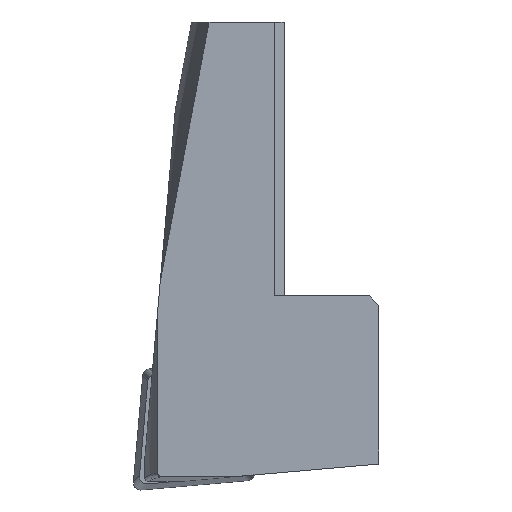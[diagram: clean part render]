
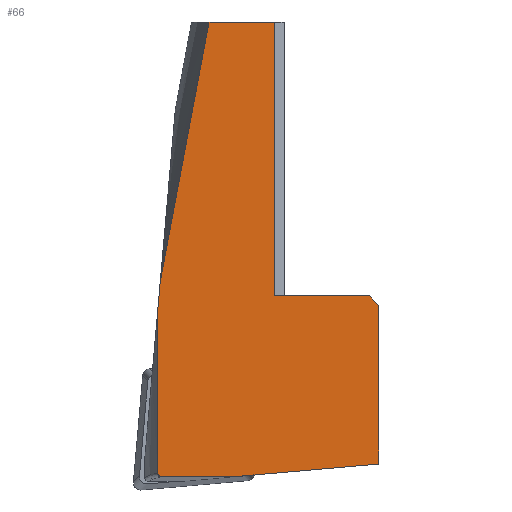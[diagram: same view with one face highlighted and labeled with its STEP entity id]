
A CAD part, front view. The second image highlights one B-rep face of the part: STEP entity #66.
In plain terms, the highlighted planar face has unit normal (0, -1, 0).
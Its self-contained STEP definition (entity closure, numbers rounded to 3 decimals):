
#66=ADVANCED_FACE('',(#123),#98,.F.);
#98=PLANE('',#671);
#123=FACE_OUTER_BOUND('',#155,.T.);
#155=EDGE_LOOP('',(#206,#207,#208,#209,#210,#211,#212,#213,#214,#215,#216));
#187=B_SPLINE_CURVE_WITH_KNOTS('',3,(#937,#938,#939,#940,#941,#942,#943,
#944),.UNSPECIFIED.,.F.,.F.,(4,1,1,1,1,4),(0.,0.2,0.4,0.6,0.8,1.),
 .UNSPECIFIED.);
#188=B_SPLINE_CURVE_WITH_KNOTS('',3,(#950,#951,#952,#953,#954,#955,#956,
#957,#958,#959,#960,#961,#962,#963,#964,#965,#966,#967,#968),
 .UNSPECIFIED.,.F.,.F.,(4,1,1,1,1,1,1,1,1,1,1,1,1,1,1,1,4),(0.,0.063,0.125,
0.188,0.25,0.313,0.375,0.438,0.5,0.563,0.625,0.688,0.75,0.813,0.875,
0.938,1.),.UNSPECIFIED.);
#206=ORIENTED_EDGE('',*,*,#435,.T.);
#207=ORIENTED_EDGE('',*,*,#436,.F.);
#208=ORIENTED_EDGE('',*,*,#437,.F.);
#209=ORIENTED_EDGE('',*,*,#438,.F.);
#210=ORIENTED_EDGE('',*,*,#439,.T.);
#211=ORIENTED_EDGE('',*,*,#440,.F.);
#212=ORIENTED_EDGE('',*,*,#441,.F.);
#213=ORIENTED_EDGE('',*,*,#426,.F.);
#214=ORIENTED_EDGE('',*,*,#442,.T.);
#215=ORIENTED_EDGE('',*,*,#443,.T.);
#216=ORIENTED_EDGE('',*,*,#444,.T.);
#368=VERTEX_POINT('',#872);
#369=VERTEX_POINT('',#874);
#376=VERTEX_POINT('',#931);
#377=VERTEX_POINT('',#932);
#378=VERTEX_POINT('',#934);
#379=VERTEX_POINT('',#936);
#380=VERTEX_POINT('',#945);
#381=VERTEX_POINT('',#947);
#382=VERTEX_POINT('',#949);
#383=VERTEX_POINT('',#970);
#384=VERTEX_POINT('',#972);
#426=EDGE_CURVE('',#368,#369,#512,.T.);
#435=EDGE_CURVE('',#376,#377,#519,.T.);
#436=EDGE_CURVE('',#378,#377,#520,.T.);
#437=EDGE_CURVE('',#379,#378,#521,.T.);
#438=EDGE_CURVE('',#380,#379,#187,.T.);
#439=EDGE_CURVE('',#380,#381,#522,.T.);
#440=EDGE_CURVE('',#382,#381,#523,.T.);
#441=EDGE_CURVE('',#369,#382,#188,.T.);
#442=EDGE_CURVE('',#368,#383,#524,.T.);
#443=EDGE_CURVE('',#383,#384,#525,.T.);
#444=EDGE_CURVE('',#384,#376,#526,.T.);
#512=LINE('',#873,#578);
#519=LINE('',#930,#585);
#520=LINE('',#933,#586);
#521=LINE('',#935,#587);
#522=LINE('',#946,#588);
#523=LINE('',#948,#589);
#524=LINE('',#969,#590);
#525=LINE('',#971,#591);
#526=LINE('',#973,#592);
#578=VECTOR('',#719,1.);
#585=VECTOR('',#730,1.);
#586=VECTOR('',#731,1.);
#587=VECTOR('',#732,1.);
#588=VECTOR('',#733,1.);
#589=VECTOR('',#734,1.);
#590=VECTOR('',#735,1.);
#591=VECTOR('',#736,1.);
#592=VECTOR('',#737,1.);
#671=AXIS2_PLACEMENT_3D('',#974,#738,#739);
#719=DIRECTION('',(-1.,0.,0.));
#730=DIRECTION('',(-1.,0.,0.));
#731=DIRECTION('',(0.,0.,-1.));
#732=DIRECTION('',(1.,0.,0.));
#733=DIRECTION('',(-0.087,0.,-0.996));
#734=DIRECTION('',(0.,0.,1.));
#735=DIRECTION('',(0.996,0.,0.087));
#736=DIRECTION('',(0.,0.,1.));
#737=DIRECTION('',(-0.707,0.,0.707));
#738=DIRECTION('',(0.,1.,0.));
#739=DIRECTION('',(0.,0.,1.));
#872=CARTESIAN_POINT('',(-2.5,-5.,-9.563));
#873=CARTESIAN_POINT('',(-2.5,-5.,-9.563));
#874=CARTESIAN_POINT('',(-6.494,-5.,-9.563));
#930=CARTESIAN_POINT('',(4.5,-5.,0.));
#931=CARTESIAN_POINT('',(4.5,-5.,0.));
#932=CARTESIAN_POINT('',(-0.5,-5.,0.));
#933=CARTESIAN_POINT('',(-0.5,-5.,14.5));
#934=CARTESIAN_POINT('',(-0.5,-5.,14.5));
#935=CARTESIAN_POINT('',(-3.979,-5.,14.5));
#936=CARTESIAN_POINT('',(-3.979,-5.,14.5));
#937=CARTESIAN_POINT('',(-6.56,-5.,0.749));
#938=CARTESIAN_POINT('',(-6.365,-5.,1.796));
#939=CARTESIAN_POINT('',(-5.985,-5.,3.836));
#940=CARTESIAN_POINT('',(-5.445,-5.,6.727));
#941=CARTESIAN_POINT('',(-4.931,-5.,9.465));
#942=CARTESIAN_POINT('',(-4.442,-5.,12.059));
#943=CARTESIAN_POINT('',(-4.131,-5.,13.702));
#944=CARTESIAN_POINT('',(-3.979,-5.,14.5));
#945=CARTESIAN_POINT('',(-6.56,-5.,0.749));
#946=CARTESIAN_POINT('',(-6.56,-5.,0.749));
#947=CARTESIAN_POINT('',(-6.699,-5.,-0.841));
#948=CARTESIAN_POINT('',(-6.699,-5.,-9.367));
#949=CARTESIAN_POINT('',(-6.699,-5.,-9.367));
#950=CARTESIAN_POINT('',(-6.494,-5.,-9.563));
#951=CARTESIAN_POINT('',(-6.501,-5.,-9.563));
#952=CARTESIAN_POINT('',(-6.515,-5.,-9.562));
#953=CARTESIAN_POINT('',(-6.536,-5.,-9.559));
#954=CARTESIAN_POINT('',(-6.556,-5.,-9.554));
#955=CARTESIAN_POINT('',(-6.575,-5.,-9.547));
#956=CARTESIAN_POINT('',(-6.593,-5.,-9.539));
#957=CARTESIAN_POINT('',(-6.61,-5.,-9.529));
#958=CARTESIAN_POINT('',(-6.627,-5.,-9.517));
#959=CARTESIAN_POINT('',(-6.641,-5.,-9.504));
#960=CARTESIAN_POINT('',(-6.654,-5.,-9.49));
#961=CARTESIAN_POINT('',(-6.666,-5.,-9.475));
#962=CARTESIAN_POINT('',(-6.676,-5.,-9.458));
#963=CARTESIAN_POINT('',(-6.684,-5.,-9.441));
#964=CARTESIAN_POINT('',(-6.691,-5.,-9.423));
#965=CARTESIAN_POINT('',(-6.695,-5.,-9.405));
#966=CARTESIAN_POINT('',(-6.698,-5.,-9.386));
#967=CARTESIAN_POINT('',(-6.699,-5.,-9.374));
#968=CARTESIAN_POINT('',(-6.699,-5.,-9.367));
#969=CARTESIAN_POINT('',(-2.5,-5.,-9.563));
#970=CARTESIAN_POINT('',(5.,-5.,-8.906));
#971=CARTESIAN_POINT('',(5.,-5.,-8.906));
#972=CARTESIAN_POINT('',(5.,-5.,-0.5));
#973=CARTESIAN_POINT('',(5.,-5.,-0.5));
#974=CARTESIAN_POINT('',(-9.322,-5.,-10.));
